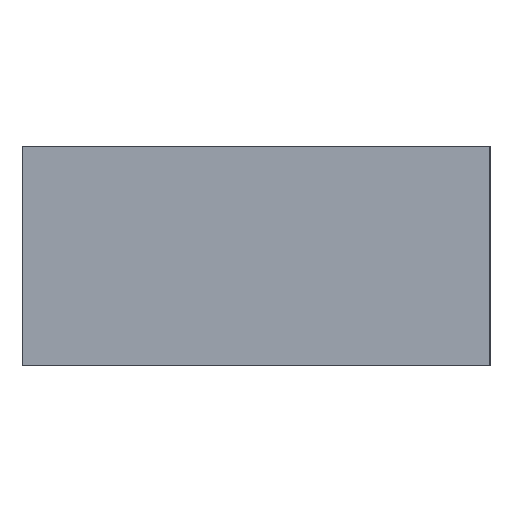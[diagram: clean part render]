
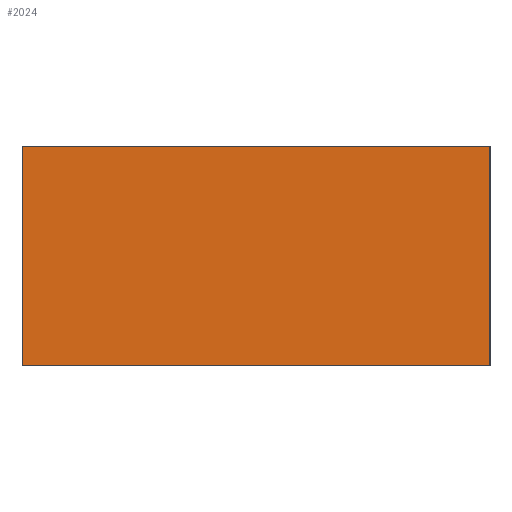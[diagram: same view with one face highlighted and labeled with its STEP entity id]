
A CAD part, left-side view. The second image highlights one B-rep face of the part: STEP entity #2024.
In plain terms, the highlighted planar face has unit normal (-1, 0, 0).
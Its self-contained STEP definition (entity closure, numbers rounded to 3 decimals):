
#168=ORIENTED_EDGE('',*,*,#567,.T.);
#169=ORIENTED_EDGE('',*,*,#526,.F.);
#170=ORIENTED_EDGE('',*,*,#568,.T.);
#171=ORIENTED_EDGE('',*,*,#569,.T.);
#526=EDGE_CURVE('',#725,#720,#860,.T.);
#567=EDGE_CURVE('',#766,#720,#887,.T.);
#568=EDGE_CURVE('',#725,#767,#888,.T.);
#569=EDGE_CURVE('',#767,#766,#889,.T.);
#720=VERTEX_POINT('',#2656);
#725=VERTEX_POINT('',#2666);
#766=VERTEX_POINT('',#2861);
#767=VERTEX_POINT('',#2863);
#860=LINE('',#2667,#1016);
#887=LINE('',#2860,#1043);
#888=LINE('',#2862,#1044);
#889=LINE('',#2864,#1045);
#1016=VECTOR('',#2226,1000.);
#1043=VECTOR('',#2267,1000.);
#1044=VECTOR('',#2268,1000.);
#1045=VECTOR('',#2269,1000.);
#1165=EDGE_LOOP('',(#168,#169,#170,#171));
#1271=FACE_BOUND('',#1165,.T.);
#1367=PLANE('',#2121);
#2024=ADVANCED_FACE('',(#1271),#1367,.F.);
#2121=AXIS2_PLACEMENT_3D('',#2859,#2265,#2266);
#2226=DIRECTION('',(0.,0.,-1.));
#2265=DIRECTION('',(1.,0.,0.));
#2266=DIRECTION('',(0.,0.,-1.));
#2267=DIRECTION('',(0.,-1.,0.));
#2268=DIRECTION('',(0.,1.,0.));
#2269=DIRECTION('',(0.,0.,-1.));
#2656=CARTESIAN_POINT('',(-65.,-30.,0.));
#2666=CARTESIAN_POINT('',(-65.,-30.,28.1));
#2667=CARTESIAN_POINT('',(-65.,-30.,15.));
#2859=CARTESIAN_POINT('',(-65.,30.,15.));
#2860=CARTESIAN_POINT('',(-65.,30.,0.));
#2861=CARTESIAN_POINT('',(-65.,30.,0.));
#2862=CARTESIAN_POINT('',(-65.,-30.,28.1));
#2863=CARTESIAN_POINT('',(-65.,30.,28.1));
#2864=CARTESIAN_POINT('',(-65.,30.,15.));
